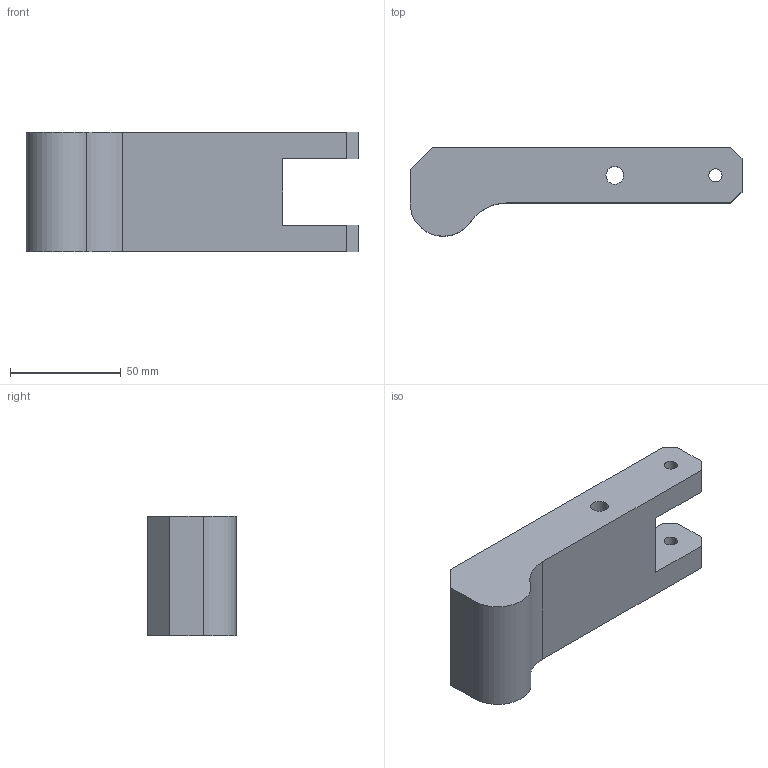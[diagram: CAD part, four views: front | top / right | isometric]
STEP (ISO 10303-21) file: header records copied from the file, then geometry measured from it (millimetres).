
FILE_DESCRIPTION (( 'STEP AP214' ), '1' );
FILE_NAME ('Part 3.step', '2023-06-15T00:02:50', ( '' ), ( '' ), 'SwSTEP 2.0', 'SolidWorks 2022', '' );
FILE_SCHEMA (( 'AUTOMOTIVE_DESIGN' ));
Length unit declared in the file: millimetre
Products named in the file (1): Part 3
Bounding box: 150 x 39.98 x 54 mm (x, y, z)
Volume: 190811.9 mm3; surface area: 28489 mm2
Topology: 1 solids, 1 shells, 23 faces, 63 edges, 42 vertices
Faces by surface type: plane 15, cylinder 8
Entity records: 779 total; most frequent: CARTESIAN_POINT 129, DIRECTION 127, ORIENTED_EDGE 126, EDGE_CURVE 63, LINE 47, VECTOR 47, VERTEX_POINT 42, AXIS2_PLACEMENT_3D 40
